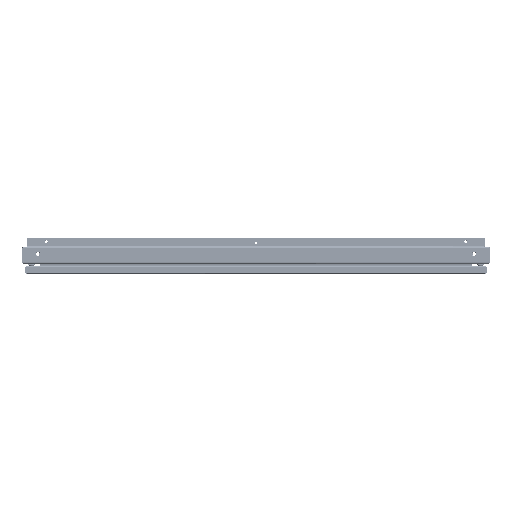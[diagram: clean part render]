
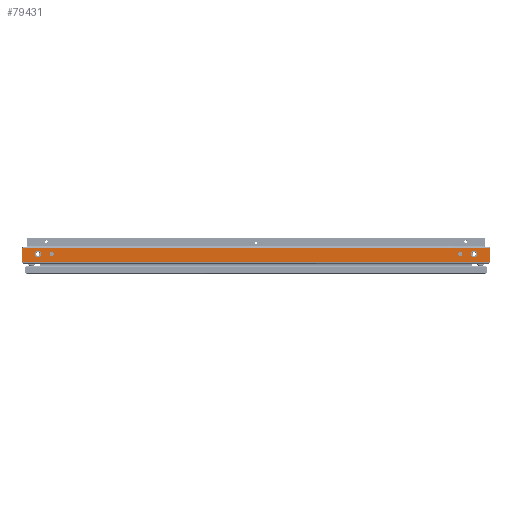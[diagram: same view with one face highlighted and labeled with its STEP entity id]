
A CAD part, front view. The second image highlights one B-rep face of the part: STEP entity #79431.
In plain terms, the highlighted face is planar.
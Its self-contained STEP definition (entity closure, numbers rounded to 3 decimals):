
#60 = CARTESIAN_POINT ( 'NONE',  ( 0., 0., 0. ) ) ;
#2034 = AXIS2_PLACEMENT_3D ( 'NONE', #73348, #29419, #9101 ) ;
#2289 = CARTESIAN_POINT ( 'NONE',  ( -598., 18., 0. ) ) ;
#5064 = CIRCLE ( 'NONE', #2034, 5.5 ) ;
#5106 = CARTESIAN_POINT ( 'NONE',  ( 559.5, -3.319, 0. ) ) ;
#5208 = EDGE_CURVE ( 'NONE', #15602, #35864, #45133, .T. ) ;
#5833 = DIRECTION ( 'NONE',  ( 0., 0., -1. ) ) ;
#6042 = CARTESIAN_POINT ( 'NONE',  ( -600., -18., 0. ) ) ;
#6284 = CIRCLE ( 'NONE', #66644, 5.5 ) ;
#6424 = VERTEX_POINT ( 'NONE', #34241 ) ;
#6669 = EDGE_CURVE ( 'NONE', #68219, #56945, #88878, .T. ) ;
#7445 = VECTOR ( 'NONE', #34781, 1000. ) ;
#7615 = FACE_BOUND ( 'NONE', #79560, .T. ) ;
#9101 = DIRECTION ( 'NONE',  ( 1., 0., 0. ) ) ;
#9707 = DIRECTION ( 'NONE',  ( -1., 0., 0. ) ) ;
#9896 = CARTESIAN_POINT ( 'NONE',  ( 600., -18., 0. ) ) ;
#10412 = AXIS2_PLACEMENT_3D ( 'NONE', #68704, #25712, #75331 ) ;
#10438 = CARTESIAN_POINT ( 'NONE',  ( -600., -22., 0. ) ) ;
#10527 = CIRCLE ( 'NONE', #30136, 8. ) ;
#11164 = CARTESIAN_POINT ( 'NONE',  ( 600., 18., 0. ) ) ;
#12083 = CARTESIAN_POINT ( 'NONE',  ( -567.5, -3.319, 0. ) ) ;
#13031 = DIRECTION ( 'NONE',  ( -1., 0., 0. ) ) ;
#13059 = CARTESIAN_POINT ( 'NONE',  ( -600., -18., 0. ) ) ;
#13240 = CARTESIAN_POINT ( 'NONE',  ( 600., -22., 0. ) ) ;
#13283 = EDGE_CURVE ( 'NONE', #84570, #38544, #47001, .T. ) ;
#13289 = EDGE_CURVE ( 'NONE', #72961, #20334, #6284, .T. ) ;
#13360 = VERTEX_POINT ( 'NONE', #40337 ) ;
#13645 = DIRECTION ( 'NONE',  ( -1., 0., 0. ) ) ;
#14181 = LINE ( 'NONE', #79354, #90985 ) ;
#14785 = EDGE_CURVE ( 'NONE', #38544, #84570, #5064, .T. ) ;
#15542 = ORIENTED_EDGE ( 'NONE', *, *, #53921, .T. ) ;
#15602 = VERTEX_POINT ( 'NONE', #55247 ) ;
#20334 = VERTEX_POINT ( 'NONE', #82742 ) ;
#20631 = ORIENTED_EDGE ( 'NONE', *, *, #13283, .F. ) ;
#21960 = AXIS2_PLACEMENT_3D ( 'NONE', #39102, #81148, #67000 ) ;
#22050 = EDGE_CURVE ( 'NONE', #38105, #28446, #10527, .T. ) ;
#22692 = EDGE_CURVE ( 'NONE', #91752, #32253, #42340, .T. ) ;
#24179 = ORIENTED_EDGE ( 'NONE', *, *, #22692, .T. ) ;
#24466 = EDGE_LOOP ( 'NONE', ( #20631, #39376 ) ) ;
#24709 = EDGE_LOOP ( 'NONE', ( #32226, #88150 ) ) ;
#25712 = DIRECTION ( 'NONE',  ( 0., 0., -1. ) ) ;
#26223 = EDGE_CURVE ( 'NONE', #20334, #72961, #44362, .T. ) ;
#27771 = AXIS2_PLACEMENT_3D ( 'NONE', #71268, #29671, #13645 ) ;
#28287 = CARTESIAN_POINT ( 'NONE',  ( 530., -3.319, 0. ) ) ;
#28446 = VERTEX_POINT ( 'NONE', #90781 ) ;
#29025 = ORIENTED_EDGE ( 'NONE', *, *, #26223, .T. ) ;
#29155 = ORIENTED_EDGE ( 'NONE', *, *, #92997, .T. ) ;
#29419 = DIRECTION ( 'NONE',  ( 0., 0., 1. ) ) ;
#29671 = DIRECTION ( 'NONE',  ( 0., 0., -1. ) ) ;
#29700 = VECTOR ( 'NONE', #52029, 1000. ) ;
#30136 = AXIS2_PLACEMENT_3D ( 'NONE', #76959, #55243, #77416 ) ;
#30257 = ORIENTED_EDGE ( 'NONE', *, *, #22050, .F. ) ;
#31683 = ORIENTED_EDGE ( 'NONE', *, *, #5208, .T. ) ;
#32226 = ORIENTED_EDGE ( 'NONE', *, *, #35794, .T. ) ;
#32253 = VERTEX_POINT ( 'NONE', #9896 ) ;
#32469 = CARTESIAN_POINT ( 'NONE',  ( -597.935, -18., 0. ) ) ;
#32917 = VECTOR ( 'NONE', #70877, 1000. ) ;
#33907 = DIRECTION ( 'NONE',  ( 0., 0., -1. ) ) ;
#34241 = CARTESIAN_POINT ( 'NONE',  ( 551.5, -3.319, 0. ) ) ;
#34781 = DIRECTION ( 'NONE',  ( -1., 0., 0. ) ) ;
#35087 = DIRECTION ( 'NONE',  ( 0., 0., 1. ) ) ;
#35794 = EDGE_CURVE ( 'NONE', #13360, #6424, #44738, .T. ) ;
#35864 = VERTEX_POINT ( 'NONE', #42392 ) ;
#38105 = VERTEX_POINT ( 'NONE', #12083 ) ;
#38544 = VERTEX_POINT ( 'NONE', #63470 ) ;
#39052 = VECTOR ( 'NONE', #56543, 1000. ) ;
#39102 = CARTESIAN_POINT ( 'NONE',  ( -559.5, -3.319, 0. ) ) ;
#39376 = ORIENTED_EDGE ( 'NONE', *, *, #14785, .F. ) ;
#40286 = EDGE_CURVE ( 'NONE', #6424, #13360, #90330, .T. ) ;
#40337 = CARTESIAN_POINT ( 'NONE',  ( 567.5, -3.319, 0. ) ) ;
#41554 = ORIENTED_EDGE ( 'NONE', *, *, #6669, .T. ) ;
#42340 = LINE ( 'NONE', #13059, #39052 ) ;
#42345 = CARTESIAN_POINT ( 'NONE',  ( 600., 18., 0. ) ) ;
#42392 = CARTESIAN_POINT ( 'NONE',  ( 598., 18., 0. ) ) ;
#42751 = VERTEX_POINT ( 'NONE', #2289 ) ;
#43051 = PLANE ( 'NONE',  #47413 ) ;
#44362 = CIRCLE ( 'NONE', #27771, 5.5 ) ;
#44738 = CIRCLE ( 'NONE', #80953, 8. ) ;
#45133 = LINE ( 'NONE', #88606, #68852 ) ;
#46821 = DIRECTION ( 'NONE',  ( 1., 0., 0. ) ) ;
#47001 = CIRCLE ( 'NONE', #54562, 5.5 ) ;
#47413 = AXIS2_PLACEMENT_3D ( 'NONE', #60, #57698, #79402 ) ;
#48465 = LINE ( 'NONE', #11164, #87181 ) ;
#48978 = LINE ( 'NONE', #42345, #7445 ) ;
#50135 = FACE_BOUND ( 'NONE', #24709, .T. ) ;
#51060 = FACE_BOUND ( 'NONE', #24466, .T. ) ;
#52029 = DIRECTION ( 'NONE',  ( 0., -1., 0. ) ) ;
#53921 = EDGE_CURVE ( 'NONE', #32253, #15602, #78421, .T. ) ;
#54562 = AXIS2_PLACEMENT_3D ( 'NONE', #78093, #35087, #56394 ) ;
#54878 = CARTESIAN_POINT ( 'NONE',  ( -600., 18., 0. ) ) ;
#55243 = DIRECTION ( 'NONE',  ( 0., 0., 1. ) ) ;
#55247 = CARTESIAN_POINT ( 'NONE',  ( 600., 18., 0. ) ) ;
#56394 = DIRECTION ( 'NONE',  ( 1., 0., 0. ) ) ;
#56543 = DIRECTION ( 'NONE',  ( 1., 0., 0. ) ) ;
#56945 = VERTEX_POINT ( 'NONE', #63971 ) ;
#57698 = DIRECTION ( 'NONE',  ( 0., 0., -1. ) ) ;
#60352 = EDGE_CURVE ( 'NONE', #56945, #63736, #14181, .T. ) ;
#63470 = CARTESIAN_POINT ( 'NONE',  ( -530., -3.319, 0. ) ) ;
#63736 = VERTEX_POINT ( 'NONE', #32469 ) ;
#63749 = EDGE_CURVE ( 'NONE', #28446, #38105, #74794, .T. ) ;
#63971 = CARTESIAN_POINT ( 'NONE',  ( -600., -18., 0. ) ) ;
#64646 = CARTESIAN_POINT ( 'NONE',  ( -519., -3.319, 0. ) ) ;
#66046 = EDGE_CURVE ( 'NONE', #35864, #42751, #48465, .T. ) ;
#66644 = AXIS2_PLACEMENT_3D ( 'NONE', #85657, #5833, #76695 ) ;
#67000 = DIRECTION ( 'NONE',  ( 1., 0., 0. ) ) ;
#67186 = ORIENTED_EDGE ( 'NONE', *, *, #70747, .T. ) ;
#67492 = CARTESIAN_POINT ( 'NONE',  ( 597.935, -18., 0. ) ) ;
#68219 = VERTEX_POINT ( 'NONE', #54878 ) ;
#68704 = CARTESIAN_POINT ( 'NONE',  ( 559.5, -3.319, 0. ) ) ;
#68852 = VECTOR ( 'NONE', #9707, 1000. ) ;
#68883 = DIRECTION ( 'NONE',  ( -1., 0., 0. ) ) ;
#69686 = EDGE_LOOP ( 'NONE', ( #87191, #29025 ) ) ;
#70747 = EDGE_CURVE ( 'NONE', #42751, #68219, #48978, .T. ) ;
#70877 = DIRECTION ( 'NONE',  ( 0., 1., 0. ) ) ;
#71268 = CARTESIAN_POINT ( 'NONE',  ( 524.5, -3.319, 0. ) ) ;
#72961 = VERTEX_POINT ( 'NONE', #28287 ) ;
#73348 = CARTESIAN_POINT ( 'NONE',  ( -524.5, -3.319, 0. ) ) ;
#74794 = CIRCLE ( 'NONE', #21960, 8. ) ;
#75331 = DIRECTION ( 'NONE',  ( -1., 0., 0. ) ) ;
#75634 = LINE ( 'NONE', #6042, #83970 ) ;
#76695 = DIRECTION ( 'NONE',  ( -1., 0., 0. ) ) ;
#76959 = CARTESIAN_POINT ( 'NONE',  ( -559.5, -3.319, 0. ) ) ;
#77416 = DIRECTION ( 'NONE',  ( 1., 0., 0. ) ) ;
#78093 = CARTESIAN_POINT ( 'NONE',  ( -524.5, -3.319, 0. ) ) ;
#78421 = LINE ( 'NONE', #13240, #32917 ) ;
#78436 = DIRECTION ( 'NONE',  ( 1., 0., 0. ) ) ;
#78937 = FACE_OUTER_BOUND ( 'NONE', #92783, .T. ) ;
#79354 = CARTESIAN_POINT ( 'NONE',  ( -600., -18., 0. ) ) ;
#79402 = DIRECTION ( 'NONE',  ( -1., 0., 0. ) ) ;
#79431 = ADVANCED_FACE ( 'NONE', ( #50135, #92683, #7615, #51060, #78937 ), #43051, .F. ) ;
#79560 = EDGE_LOOP ( 'NONE', ( #79753, #30257 ) ) ;
#79753 = ORIENTED_EDGE ( 'NONE', *, *, #63749, .F. ) ;
#80953 = AXIS2_PLACEMENT_3D ( 'NONE', #5106, #33907, #68883 ) ;
#81148 = DIRECTION ( 'NONE',  ( 0., 0., 1. ) ) ;
#82161 = ORIENTED_EDGE ( 'NONE', *, *, #60352, .T. ) ;
#82742 = CARTESIAN_POINT ( 'NONE',  ( 519., -3.319, 0. ) ) ;
#83970 = VECTOR ( 'NONE', #46821, 1000. ) ;
#84570 = VERTEX_POINT ( 'NONE', #64646 ) ;
#85657 = CARTESIAN_POINT ( 'NONE',  ( 524.5, -3.319, 0. ) ) ;
#87181 = VECTOR ( 'NONE', #13031, 1000. ) ;
#87191 = ORIENTED_EDGE ( 'NONE', *, *, #13289, .T. ) ;
#88150 = ORIENTED_EDGE ( 'NONE', *, *, #40286, .T. ) ;
#88289 = ORIENTED_EDGE ( 'NONE', *, *, #66046, .T. ) ;
#88606 = CARTESIAN_POINT ( 'NONE',  ( 600., 18., 0. ) ) ;
#88878 = LINE ( 'NONE', #10438, #29700 ) ;
#90330 = CIRCLE ( 'NONE', #10412, 8. ) ;
#90781 = CARTESIAN_POINT ( 'NONE',  ( -551.5, -3.319, 0. ) ) ;
#90985 = VECTOR ( 'NONE', #78436, 1000. ) ;
#91752 = VERTEX_POINT ( 'NONE', #67492 ) ;
#92683 = FACE_BOUND ( 'NONE', #69686, .T. ) ;
#92783 = EDGE_LOOP ( 'NONE', ( #82161, #29155, #24179, #15542, #31683, #88289, #67186, #41554 ) ) ;
#92997 = EDGE_CURVE ( 'NONE', #63736, #91752, #75634, .T. ) ;
